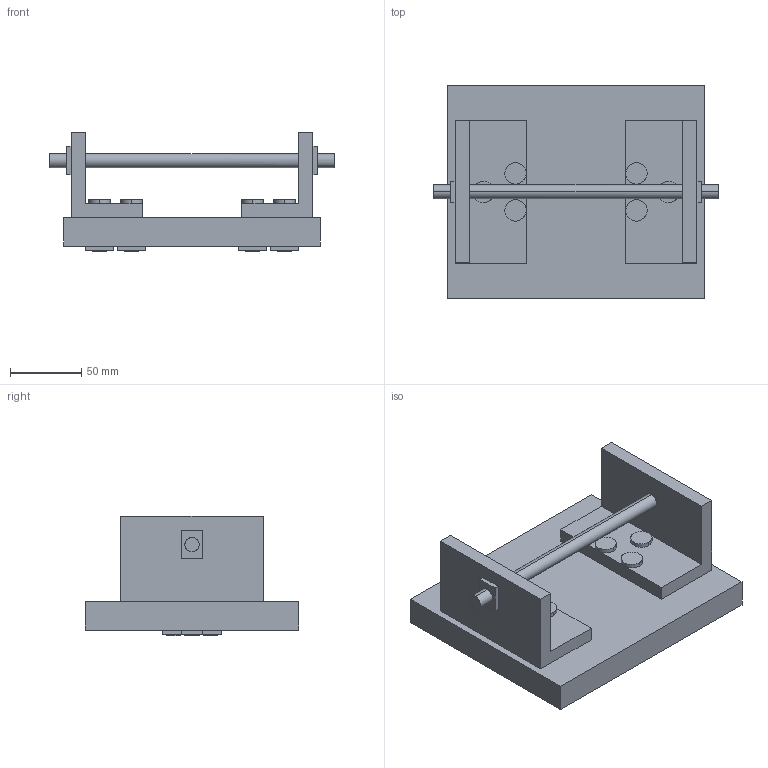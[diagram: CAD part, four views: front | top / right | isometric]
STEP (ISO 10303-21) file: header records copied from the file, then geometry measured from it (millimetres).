
FILE_DESCRIPTION(('a Product shape'),'1');
FILE_NAME('Euclid Shape Model','2000-01-27T18:10:19',('Author Name'),( 'MATRA-DATAVISION'),'CAS.CADE STEP processor V2.1', 'MATRA-DATAVISION CAS.CADE OL 2.1','Authorisation status');
FILE_SCHEMA(('CONFIG_CONTROL_DESIGN', 'GEOMETRIC_VALIDATION_PROPERTIES_MIM'));
Length unit declared in the file: millimetre
Products named in the file (9): as1 1; as1 1.1; as1 1.1.1; as1 1.1.2; as1 1.1.2.1; as1 1.1.2.2; as1 1.2; as1 1.4; as1 1.4.1
Assembly tree (13 placements, depth 4):
  as1 1
    as1 1.1  x2
      as1 1.1.1
      as1 1.1.2
        as1 1.1.2.1
        as1 1.1.2.2
    as1 1.2
    as1 1.4
      as1 1.4.1
      as1 1.1.2.1  x2
Bounding box: 200 x 150 x 84 mm (x, y, z)
Volume: 764519 mm3; surface area: 141079.1 mm2
Topology: 18 solids, 18 shells, 160 faces, 354 edges, 236 vertices
Faces by surface type: plane 90, cylinder 70
Entity records: 6147 total; most frequent: CARTESIAN_POINT 3562, DIRECTION 288, ORIENTED_EDGE 252, PCURVE 252, DEFINITIONAL_REPRESENTATION 252, LINE 154, VECTOR 154, EDGE_CURVE 126
